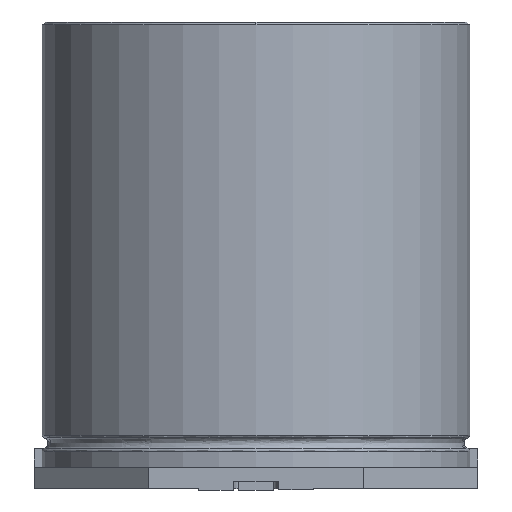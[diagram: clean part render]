
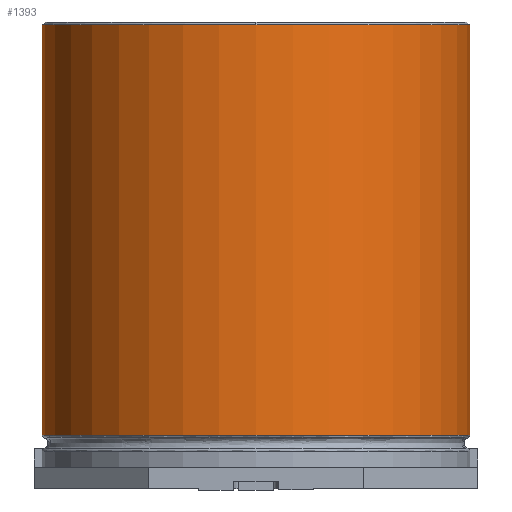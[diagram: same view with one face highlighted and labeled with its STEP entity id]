
A CAD part, left-side view. The second image highlights one B-rep face of the part: STEP entity #1393.
In plain terms, the highlighted cylindrical face has radius 8 mm (diameter 16 mm), a partial arc.
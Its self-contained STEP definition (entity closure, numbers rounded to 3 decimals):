
#13 = AXIS2_PLACEMENT_3D ( 'NONE', #1898, #1285, #1373 ) ;
#137 = CARTESIAN_POINT ( 'NONE',  ( 0., 8., 2.105 ) ) ;
#245 = EDGE_CURVE ( 'NONE', #1666, #2567, #1704, .T. ) ;
#256 = FACE_OUTER_BOUND ( 'NONE', #3076, .T. ) ;
#258 = CIRCLE ( 'NONE', #309, 8. ) ;
#294 = AXIS2_PLACEMENT_3D ( 'NONE', #377, #1116, #1366 ) ;
#309 = AXIS2_PLACEMENT_3D ( 'NONE', #1514, #3004, #1276 ) ;
#314 = CARTESIAN_POINT ( 'NONE',  ( 8., 0., 17.45 ) ) ;
#377 = CARTESIAN_POINT ( 'NONE',  ( 0., 0., 2.105 ) ) ;
#430 = VECTOR ( 'NONE', #2605, 1000. ) ;
#518 = CARTESIAN_POINT ( 'NONE',  ( 0., 8., 17.45 ) ) ;
#536 = VERTEX_POINT ( 'NONE', #518 ) ;
#636 = VERTEX_POINT ( 'NONE', #2549 ) ;
#749 = CYLINDRICAL_SURFACE ( 'NONE', #3115, 8. ) ;
#853 = DIRECTION ( 'NONE',  ( 0., 0., -1. ) ) ;
#959 = VERTEX_POINT ( 'NONE', #314 ) ;
#1095 = CARTESIAN_POINT ( 'NONE',  ( 0., 8., 0.6 ) ) ;
#1116 = DIRECTION ( 'NONE',  ( 0., 0., 1. ) ) ;
#1276 = DIRECTION ( 'NONE',  ( 0., 1., 0. ) ) ;
#1285 = DIRECTION ( 'NONE',  ( 0., 0., -1. ) ) ;
#1308 = EDGE_CURVE ( 'NONE', #536, #2567, #1342, .T. ) ;
#1342 = LINE ( 'NONE', #1095, #3216 ) ;
#1362 = ORIENTED_EDGE ( 'NONE', *, *, #2234, .T. ) ;
#1366 = DIRECTION ( 'NONE',  ( 0., 1., 0. ) ) ;
#1373 = DIRECTION ( 'NONE',  ( 0., 1., 0. ) ) ;
#1393 = ADVANCED_FACE ( 'NONE', ( #256 ), #749, .T. ) ;
#1485 = DIRECTION ( 'NONE',  ( 0., 1., 0. ) ) ;
#1514 = CARTESIAN_POINT ( 'NONE',  ( 0., 0., 17.45 ) ) ;
#1554 = ORIENTED_EDGE ( 'NONE', *, *, #3107, .T. ) ;
#1625 = EDGE_CURVE ( 'NONE', #536, #959, #258, .T. ) ;
#1666 = VERTEX_POINT ( 'NONE', #3074 ) ;
#1704 = CIRCLE ( 'NONE', #294, 8. ) ;
#1898 = CARTESIAN_POINT ( 'NONE',  ( 0., 0., 17.45 ) ) ;
#2206 = ORIENTED_EDGE ( 'NONE', *, *, #245, .T. ) ;
#2234 = EDGE_CURVE ( 'NONE', #959, #636, #2701, .T. ) ;
#2275 = CARTESIAN_POINT ( 'NONE',  ( 0., 0., 0.6 ) ) ;
#2549 = CARTESIAN_POINT ( 'NONE',  ( 0., -8., 17.45 ) ) ;
#2563 = DIRECTION ( 'NONE',  ( 0., 0., -1. ) ) ;
#2567 = VERTEX_POINT ( 'NONE', #137 ) ;
#2584 = CARTESIAN_POINT ( 'NONE',  ( 0., -8., 0.6 ) ) ;
#2605 = DIRECTION ( 'NONE',  ( 0., 0., -1. ) ) ;
#2634 = ORIENTED_EDGE ( 'NONE', *, *, #1625, .T. ) ;
#2701 = CIRCLE ( 'NONE', #13, 8. ) ;
#3004 = DIRECTION ( 'NONE',  ( 0., 0., -1. ) ) ;
#3074 = CARTESIAN_POINT ( 'NONE',  ( 0., -8., 2.105 ) ) ;
#3076 = EDGE_LOOP ( 'NONE', ( #1362, #1554, #2206, #3140, #2634 ) ) ;
#3107 = EDGE_CURVE ( 'NONE', #636, #1666, #3144, .T. ) ;
#3115 = AXIS2_PLACEMENT_3D ( 'NONE', #2275, #2563, #1485 ) ;
#3140 = ORIENTED_EDGE ( 'NONE', *, *, #1308, .F. ) ;
#3144 = LINE ( 'NONE', #2584, #430 ) ;
#3216 = VECTOR ( 'NONE', #853, 1000. ) ;
